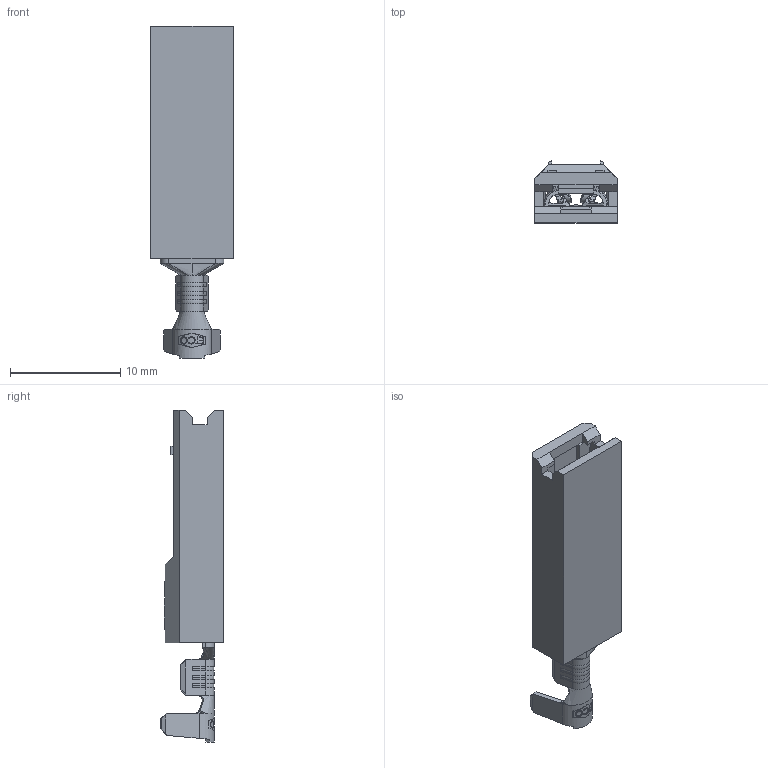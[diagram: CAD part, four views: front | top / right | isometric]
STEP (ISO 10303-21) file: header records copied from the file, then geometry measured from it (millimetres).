
FILE_DESCRIPTION (( 'STEP AP203' ), '1' );
FILE_NAME ('30175.STEP', '2015-01-29T18:22:13', ( '' ), ( '' ), 'SwSTEP 2.0', 'SolidWorks 2014', '' );
FILE_SCHEMA (( 'CONFIG_CONTROL_DESIGN' ));
Length unit declared in the file: inch
Products named in the file (3): D163N; P21; 30175
Assembly tree (2 placements, depth 2):
  30175
    D163N
    P21
Bounding box: 7.47 x 5.65 x 30.1 mm (x, y, z)
Volume: 428 mm3; surface area: 1266.6 mm2
Topology: 2 solids, 2 shells, 461 faces, 1205 edges, 746 vertices
Faces by surface type: plane 260, bspline 102, cylinder 80, cone 8, sphere 8, torus 3
Entity records: 17073 total; most frequent: CARTESIAN_POINT 6394, ORIENTED_EDGE 2382, DIRECTION 1811, EDGE_CURVE 1191, VERTEX_POINT 746, VECTOR 743, LINE 743, AXIS2_PLACEMENT_3D 534
